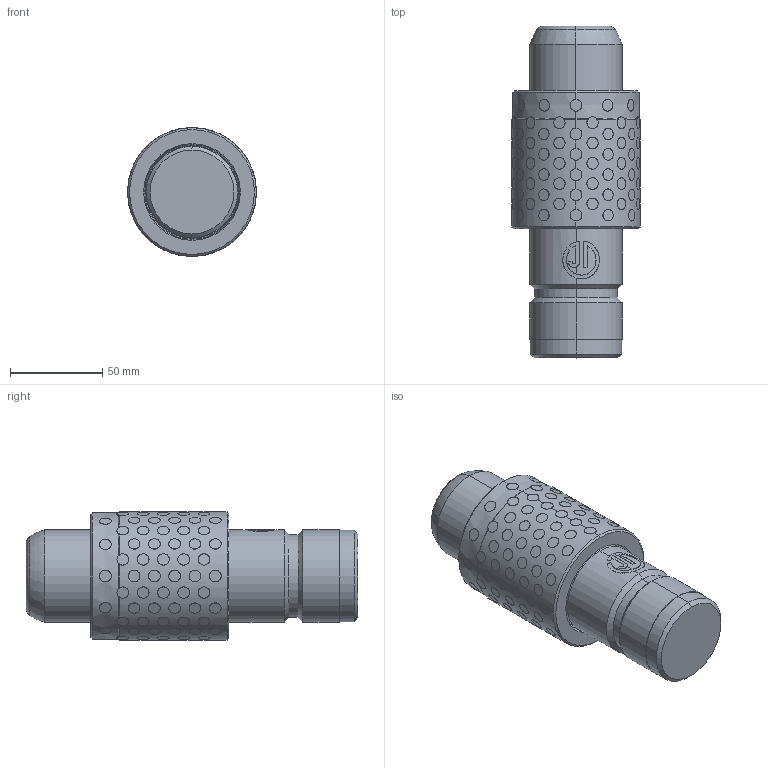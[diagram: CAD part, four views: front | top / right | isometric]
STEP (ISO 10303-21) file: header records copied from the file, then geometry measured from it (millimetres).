
FILE_DESCRIPTION (( 'STEP AP214' ), '1' );
FILE_NAME ('QPMW QPMF-D50-L180.STEP', '2022-07-05T07:37:02', ( '' ), ( '' ), 'SwSTEP 2.0', 'SolidWorks 2016', '' );
FILE_SCHEMA (( 'AUTOMOTIVE_DESIGN' ));
Length unit declared in the file: millimetre
Products named in the file (139): ʯī; JPM-D50-L180; BBW BBF-D50-L75; BBW-D50-L75; QPMW QPMF-D50-L180
Assembly tree (135 placements, depth 3):
  ʯī
  ʯī
  ʯī
  ʯī
  ʯī
Bounding box: 69.72 x 180 x 69.72 mm (x, y, z)
Volume: 483025.1 mm3; surface area: 115113.2 mm2
Topology: 134 solids, 134 shells, 872 faces, 1913 edges, 1265 vertices
Faces by surface type: cylinder 550, plane 277, cone 29, torus 8, bspline 8
Entity records: 33059 total; most frequent: CARTESIAN_POINT 21158, ORIENTED_EDGE 2250, DIRECTION 1513, EDGE_CURVE 1125, VERTEX_POINT 741, B_SPLINE_CURVE_WITH_KNOTS 680, AXIS2_PLACEMENT_3D 588, EDGE_LOOP 572
